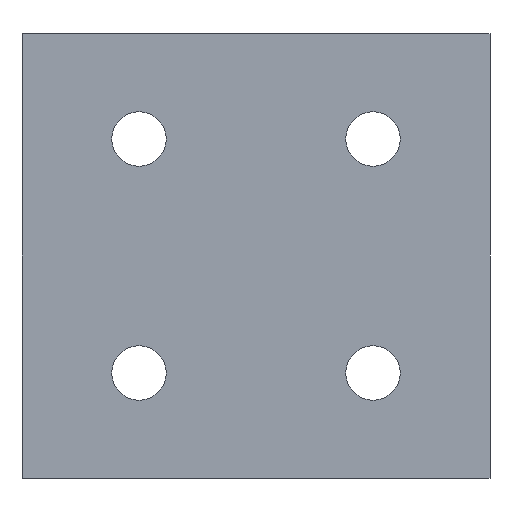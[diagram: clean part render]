
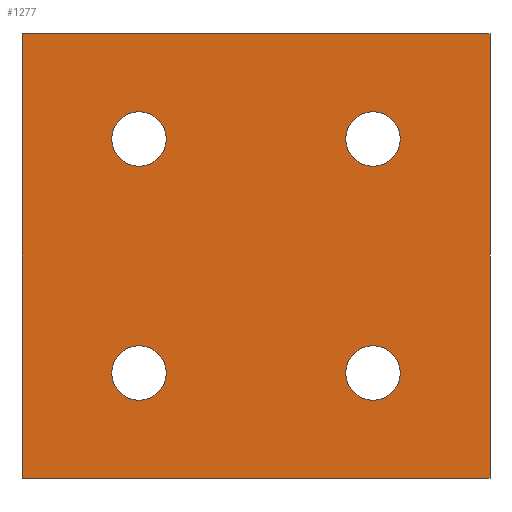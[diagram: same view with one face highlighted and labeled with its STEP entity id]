
A CAD part, left-side view. The second image highlights one B-rep face of the part: STEP entity #1277.
In plain terms, the highlighted planar face has unit normal (-1, 0, 0).
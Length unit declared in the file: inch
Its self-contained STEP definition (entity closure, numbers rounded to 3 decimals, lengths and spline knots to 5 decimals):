
#21 = CARTESIAN_POINT ( 'NONE',  ( 0., 0.59055, -0.45276 ) ) ;
#52 = VECTOR ( 'NONE', #2032, 39.37008 ) ;
#136 = FACE_BOUND ( 'NONE', #2482, .T. ) ;
#201 = VERTEX_POINT ( 'NONE', #511 ) ;
#216 = DIRECTION ( 'NONE',  ( 1., 0., 0. ) ) ;
#222 = CARTESIAN_POINT ( 'NONE',  ( 0., 0.59055, -0.59055 ) ) ;
#249 = CARTESIAN_POINT ( 'NONE',  ( 0., 0.59055, -0.72835 ) ) ;
#260 = VERTEX_POINT ( 'NONE', #1626 ) ;
#346 = DIRECTION ( 'NONE',  ( 0., 0., 1. ) ) ;
#362 = EDGE_CURVE ( 'NONE', #260, #1569, #1815, .T. ) ;
#367 = CARTESIAN_POINT ( 'NONE',  ( 0., 1.77165, 0.59055 ) ) ;
#388 = CARTESIAN_POINT ( 'NONE',  ( 0., 1.77165, 0.72835 ) ) ;
#391 = CARTESIAN_POINT ( 'NONE',  ( 0., 1.77165, -0.59055 ) ) ;
#409 = FACE_OUTER_BOUND ( 'NONE', #1766, .T. ) ;
#411 = ORIENTED_EDGE ( 'NONE', *, *, #464, .T. ) ;
#434 = CARTESIAN_POINT ( 'NONE',  ( 0., 2.3622, -1.12205 ) ) ;
#460 = AXIS2_PLACEMENT_3D ( 'NONE', #367, #1761, #1046 ) ;
#462 = LINE ( 'NONE', #693, #560 ) ;
#464 = EDGE_CURVE ( 'NONE', #2683, #1895, #1304, .T. ) ;
#474 = ORIENTED_EDGE ( 'NONE', *, *, #2786, .T. ) ;
#499 = ORIENTED_EDGE ( 'NONE', *, *, #2218, .T. ) ;
#506 = CARTESIAN_POINT ( 'NONE',  ( 0., 2.3622, 1.12205 ) ) ;
#511 = CARTESIAN_POINT ( 'NONE',  ( 0., 0., -1.12205 ) ) ;
#556 = CIRCLE ( 'NONE', #1494, 0.1378 ) ;
#560 = VECTOR ( 'NONE', #667, 39.37008 ) ;
#565 = CARTESIAN_POINT ( 'NONE',  ( 0., 1.77165, -0.59055 ) ) ;
#579 = CARTESIAN_POINT ( 'NONE',  ( 0., 1.77165, 0.59055 ) ) ;
#600 = FACE_BOUND ( 'NONE', #962, .T. ) ;
#604 = EDGE_LOOP ( 'NONE', ( #1053, #1750 ) ) ;
#652 = LINE ( 'NONE', #434, #1786 ) ;
#667 = DIRECTION ( 'NONE',  ( 0., -1., 0. ) ) ;
#693 = CARTESIAN_POINT ( 'NONE',  ( 0., 0., -1.12205 ) ) ;
#766 = DIRECTION ( 'NONE',  ( 1., 0., 0. ) ) ;
#821 = DIRECTION ( 'NONE',  ( 0., 0., 1. ) ) ;
#832 = AXIS2_PLACEMENT_3D ( 'NONE', #2779, #1523, #1962 ) ;
#842 = CARTESIAN_POINT ( 'NONE',  ( 0., 0., 1.12205 ) ) ;
#904 = LINE ( 'NONE', #1805, #1682 ) ;
#918 = VERTEX_POINT ( 'NONE', #1926 ) ;
#956 = CARTESIAN_POINT ( 'NONE',  ( 0., 0.59055, -0.59055 ) ) ;
#962 = EDGE_LOOP ( 'NONE', ( #2561, #499 ) ) ;
#971 = EDGE_CURVE ( 'NONE', #918, #2028, #2362, .T. ) ;
#1032 = VERTEX_POINT ( 'NONE', #21 ) ;
#1046 = DIRECTION ( 'NONE',  ( 0., 0., 1. ) ) ;
#1053 = ORIENTED_EDGE ( 'NONE', *, *, #971, .T. ) ;
#1082 = EDGE_CURVE ( 'NONE', #201, #1317, #904, .T. ) ;
#1086 = EDGE_CURVE ( 'NONE', #1317, #1463, #1136, .T. ) ;
#1092 = CARTESIAN_POINT ( 'NONE',  ( 0., 2.3622, -1.12205 ) ) ;
#1112 = ORIENTED_EDGE ( 'NONE', *, *, #1082, .T. ) ;
#1136 = LINE ( 'NONE', #2267, #52 ) ;
#1172 = EDGE_CURVE ( 'NONE', #1569, #260, #556, .T. ) ;
#1192 = DIRECTION ( 'NONE',  ( 1., 0., 0. ) ) ;
#1199 = ORIENTED_EDGE ( 'NONE', *, *, #1573, .T. ) ;
#1203 = AXIS2_PLACEMENT_3D ( 'NONE', #391, #216, #1293 ) ;
#1205 = DIRECTION ( 'NONE',  ( 0., 0., 1. ) ) ;
#1262 = AXIS2_PLACEMENT_3D ( 'NONE', #222, #766, #1205 ) ;
#1269 = CARTESIAN_POINT ( 'NONE',  ( 0., 1.77165, 0.45276 ) ) ;
#1277 = ADVANCED_FACE ( 'NONE', ( #409, #2123, #2168, #136, #600 ), #2366, .T. ) ;
#1293 = DIRECTION ( 'NONE',  ( 0., 0., 1. ) ) ;
#1304 = CIRCLE ( 'NONE', #460, 0.1378 ) ;
#1317 = VERTEX_POINT ( 'NONE', #842 ) ;
#1325 = DIRECTION ( 'NONE',  ( 0., 0., -1. ) ) ;
#1412 = EDGE_CURVE ( 'NONE', #1537, #201, #462, .T. ) ;
#1463 = VERTEX_POINT ( 'NONE', #506 ) ;
#1494 = AXIS2_PLACEMENT_3D ( 'NONE', #1601, #2751, #2466 ) ;
#1518 = ORIENTED_EDGE ( 'NONE', *, *, #1086, .T. ) ;
#1523 = DIRECTION ( 'NONE',  ( -1., 0., 0. ) ) ;
#1537 = VERTEX_POINT ( 'NONE', #1092 ) ;
#1545 = DIRECTION ( 'NONE',  ( 1., 0., 0. ) ) ;
#1561 = EDGE_LOOP ( 'NONE', ( #1199, #411 ) ) ;
#1569 = VERTEX_POINT ( 'NONE', #1944 ) ;
#1573 = EDGE_CURVE ( 'NONE', #1895, #2683, #2271, .T. ) ;
#1587 = ORIENTED_EDGE ( 'NONE', *, *, #1412, .T. ) ;
#1601 = CARTESIAN_POINT ( 'NONE',  ( 0., 0.59055, 0.59055 ) ) ;
#1614 = EDGE_CURVE ( 'NONE', #2028, #918, #2586, .T. ) ;
#1626 = CARTESIAN_POINT ( 'NONE',  ( 0., 0.59055, 0.45276 ) ) ;
#1649 = VERTEX_POINT ( 'NONE', #249 ) ;
#1678 = AXIS2_PLACEMENT_3D ( 'NONE', #2768, #1877, #1702 ) ;
#1682 = VECTOR ( 'NONE', #2659, 39.37008 ) ;
#1702 = DIRECTION ( 'NONE',  ( 0., 0., 1. ) ) ;
#1750 = ORIENTED_EDGE ( 'NONE', *, *, #1614, .T. ) ;
#1761 = DIRECTION ( 'NONE',  ( 1., 0., 0. ) ) ;
#1766 = EDGE_LOOP ( 'NONE', ( #474, #1587, #1112, #1518 ) ) ;
#1786 = VECTOR ( 'NONE', #1325, 39.37008 ) ;
#1805 = CARTESIAN_POINT ( 'NONE',  ( 0., 0., -1.12205 ) ) ;
#1815 = CIRCLE ( 'NONE', #1678, 0.1378 ) ;
#1853 = ORIENTED_EDGE ( 'NONE', *, *, #362, .T. ) ;
#1877 = DIRECTION ( 'NONE',  ( 1., 0., 0. ) ) ;
#1895 = VERTEX_POINT ( 'NONE', #388 ) ;
#1926 = CARTESIAN_POINT ( 'NONE',  ( 0., 1.77165, -0.45276 ) ) ;
#1944 = CARTESIAN_POINT ( 'NONE',  ( 0., 0.59055, 0.72835 ) ) ;
#1962 = DIRECTION ( 'NONE',  ( 0., 0., 1. ) ) ;
#2028 = VERTEX_POINT ( 'NONE', #2460 ) ;
#2032 = DIRECTION ( 'NONE',  ( 0., 1., 0. ) ) ;
#2123 = FACE_BOUND ( 'NONE', #604, .T. ) ;
#2131 = EDGE_CURVE ( 'NONE', #1032, #1649, #2143, .T. ) ;
#2143 = CIRCLE ( 'NONE', #1262, 0.1378 ) ;
#2168 = FACE_BOUND ( 'NONE', #1561, .T. ) ;
#2218 = EDGE_CURVE ( 'NONE', #1649, #1032, #2455, .T. ) ;
#2267 = CARTESIAN_POINT ( 'NONE',  ( 0., 0., 1.12205 ) ) ;
#2271 = CIRCLE ( 'NONE', #2446, 0.1378 ) ;
#2317 = AXIS2_PLACEMENT_3D ( 'NONE', #956, #1192, #2542 ) ;
#2329 = DIRECTION ( 'NONE',  ( 1., 0., 0. ) ) ;
#2362 = CIRCLE ( 'NONE', #1203, 0.1378 ) ;
#2366 = PLANE ( 'NONE',  #832 ) ;
#2446 = AXIS2_PLACEMENT_3D ( 'NONE', #579, #1545, #821 ) ;
#2455 = CIRCLE ( 'NONE', #2317, 0.1378 ) ;
#2460 = CARTESIAN_POINT ( 'NONE',  ( 0., 1.77165, -0.72835 ) ) ;
#2466 = DIRECTION ( 'NONE',  ( 0., 0., 1. ) ) ;
#2482 = EDGE_LOOP ( 'NONE', ( #2752, #1853 ) ) ;
#2542 = DIRECTION ( 'NONE',  ( 0., 0., 1. ) ) ;
#2561 = ORIENTED_EDGE ( 'NONE', *, *, #2131, .T. ) ;
#2586 = CIRCLE ( 'NONE', #2759, 0.1378 ) ;
#2659 = DIRECTION ( 'NONE',  ( 0., 0., 1. ) ) ;
#2683 = VERTEX_POINT ( 'NONE', #1269 ) ;
#2751 = DIRECTION ( 'NONE',  ( 1., 0., 0. ) ) ;
#2752 = ORIENTED_EDGE ( 'NONE', *, *, #1172, .T. ) ;
#2759 = AXIS2_PLACEMENT_3D ( 'NONE', #565, #2329, #346 ) ;
#2768 = CARTESIAN_POINT ( 'NONE',  ( 0., 0.59055, 0.59055 ) ) ;
#2779 = CARTESIAN_POINT ( 'NONE',  ( 0., 0., -1.12205 ) ) ;
#2786 = EDGE_CURVE ( 'NONE', #1463, #1537, #652, .T. ) ;
